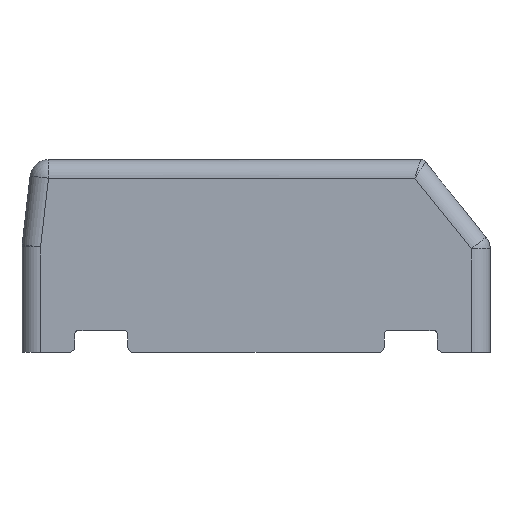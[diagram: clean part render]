
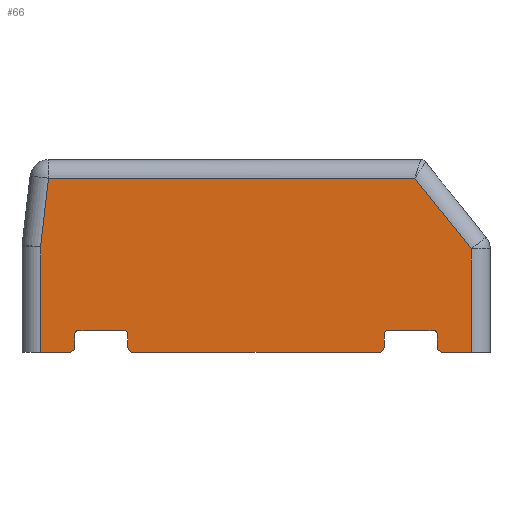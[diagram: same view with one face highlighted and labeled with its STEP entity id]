
A CAD part, front view. The second image highlights one B-rep face of the part: STEP entity #66.
In plain terms, the highlighted planar face has unit normal (0, -1, 0).
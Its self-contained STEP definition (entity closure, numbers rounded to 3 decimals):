
#66=ADVANCED_FACE('',(#1484),#1486,.T.);
#1484=FACE_BOUND('',#1485,.T.);
#1485=EDGE_LOOP('',(#10514,#10515,#10516,#10517,#10518,#10519,#10520,#10521,#10522,
#10523,#10524,#10525,#10526,#10527,#10528,#10529,#10530,#10531,#10532,#10533,#10534,
#10535));
#1486=PLANE('',#1487);
#1487=AXIS2_PLACEMENT_3D('',#1488,#1489,#1490);
#1488=CARTESIAN_POINT('',(0.,-30.3,0.));
#1489=DIRECTION('',(0.,-1.,0.));
#1490=DIRECTION('',(0.,0.,-1.));
#10514=ORIENTED_EDGE('',*,*,#20083,.T.);
#10515=ORIENTED_EDGE('',*,*,#20084,.T.);
#10516=ORIENTED_EDGE('',*,*,#20085,.T.);
#10517=ORIENTED_EDGE('',*,*,#20086,.T.);
#10518=ORIENTED_EDGE('',*,*,#20087,.T.);
#10519=ORIENTED_EDGE('',*,*,#20088,.T.);
#10520=ORIENTED_EDGE('',*,*,#20089,.F.);
#10521=ORIENTED_EDGE('',*,*,#20090,.T.);
#10522=ORIENTED_EDGE('',*,*,#20091,.T.);
#10523=ORIENTED_EDGE('',*,*,#20092,.T.);
#10524=ORIENTED_EDGE('',*,*,#20093,.T.);
#10525=ORIENTED_EDGE('',*,*,#20094,.T.);
#10526=ORIENTED_EDGE('',*,*,#20095,.F.);
#10527=ORIENTED_EDGE('',*,*,#20096,.T.);
#10528=ORIENTED_EDGE('',*,*,#20097,.F.);
#10529=ORIENTED_EDGE('',*,*,#20098,.T.);
#10530=ORIENTED_EDGE('',*,*,#20099,.T.);
#10531=ORIENTED_EDGE('',*,*,#20100,.T.);
#10532=ORIENTED_EDGE('',*,*,#20101,.T.);
#10533=ORIENTED_EDGE('',*,*,#20102,.T.);
#10534=ORIENTED_EDGE('',*,*,#20103,.F.);
#10535=ORIENTED_EDGE('',*,*,#19998,.T.);
#19998=EDGE_CURVE('',#23777,#23774,#23778,.T.);
#20083=EDGE_CURVE('',#23774,#23934,#23935,.T.);
#20084=EDGE_CURVE('',#23934,#23936,#23937,.T.);
#20085=EDGE_CURVE('',#23936,#23938,#23939,.T.);
#20086=EDGE_CURVE('',#23938,#23940,#23941,.T.);
#20087=EDGE_CURVE('',#23940,#23942,#23943,.T.);
#20088=EDGE_CURVE('',#23942,#23944,#23945,.T.);
#20089=EDGE_CURVE('',#23946,#23944,#23947,.F.);
#20090=EDGE_CURVE('',#23946,#23948,#23949,.F.);
#20091=EDGE_CURVE('',#23948,#23950,#23951,.F.);
#20092=EDGE_CURVE('',#23950,#23952,#23953,.F.);
#20093=EDGE_CURVE('',#23952,#23954,#23955,.F.);
#20094=EDGE_CURVE('',#23954,#23956,#23957,.F.);
#20095=EDGE_CURVE('',#23958,#23956,#23959,.F.);
#20096=EDGE_CURVE('',#23958,#23960,#23961,.T.);
#20097=EDGE_CURVE('',#23962,#23960,#23963,.F.);
#20098=EDGE_CURVE('',#23962,#23964,#23965,.F.);
#20099=EDGE_CURVE('',#23964,#23966,#23967,.F.);
#20100=EDGE_CURVE('',#23966,#23968,#23969,.F.);
#20101=EDGE_CURVE('',#23968,#23970,#23971,.F.);
#20102=EDGE_CURVE('',#23970,#23972,#23973,.F.);
#20103=EDGE_CURVE('',#23777,#23972,#23974,.F.);
#23774=VERTEX_POINT('',#30079);
#23777=VERTEX_POINT('',#30085);
#23778=LINE('',#30086,#30087);
#23934=VERTEX_POINT('',#30491);
#23935=LINE('',#30492,#30493);
#23936=VERTEX_POINT('',#30495);
#23937=LINE('',#30496,#30497);
#23938=VERTEX_POINT('',#30499);
#23939=LINE('',#30500,#30501);
#23940=VERTEX_POINT('',#30503);
#23941=LINE('',#30504,#30505);
#23942=VERTEX_POINT('',#30507);
#23943=LINE('',#30508,#30509);
#23944=VERTEX_POINT('',#30511);
#23945=LINE('',#30512,#30513);
#23946=VERTEX_POINT('',#30515);
#23947=CIRCLE('',#30516,1.);
#23948=VERTEX_POINT('',#30520);
#23949=LINE('',#30521,#30522);
#23950=VERTEX_POINT('',#30524);
#23951=CIRCLE('',#30525,0.5);
#23952=VERTEX_POINT('',#30529);
#23953=LINE('',#30530,#30531);
#23954=VERTEX_POINT('',#30533);
#23955=CIRCLE('',#30534,0.5);
#23956=VERTEX_POINT('',#30538);
#23957=LINE('',#30539,#30540);
#23958=VERTEX_POINT('',#30542);
#23959=CIRCLE('',#30543,1.);
#23960=VERTEX_POINT('',#30547);
#23961=LINE('',#30548,#30549);
#23962=VERTEX_POINT('',#30551);
#23963=CIRCLE('',#30552,1.);
#23964=VERTEX_POINT('',#30556);
#23965=LINE('',#30557,#30558);
#23966=VERTEX_POINT('',#30560);
#23967=CIRCLE('',#30561,0.5);
#23968=VERTEX_POINT('',#30565);
#23969=LINE('',#30566,#30567);
#23970=VERTEX_POINT('',#30569);
#23971=CIRCLE('',#30570,0.5);
#23972=VERTEX_POINT('',#30574);
#23973=LINE('',#30575,#30576);
#23974=CIRCLE('',#30578,1.);
#30079=CARTESIAN_POINT('',(36.956,-30.3,-42.));
#30085=CARTESIAN_POINT('',(32.42,-30.3,-42.));
#30086=CARTESIAN_POINT('',(32.42,-30.3,-42.));
#30087=VECTOR('',#30088,1.);
#30088=DIRECTION('',(1.,0.,0.));
#30491=CARTESIAN_POINT('',(36.956,-30.3,-25.292));
#30492=CARTESIAN_POINT('',(36.956,-30.3,-42.));
#30493=VECTOR('',#30494,1.);
#30494=DIRECTION('',(0.,0.,1.));
#30495=CARTESIAN_POINT('',(27.784,-30.3,-13.86));
#30496=CARTESIAN_POINT('',(36.956,-30.3,-25.292));
#30497=VECTOR('',#30498,1.);
#30498=DIRECTION('',(-0.626,0.,0.78));
#30499=CARTESIAN_POINT('',(-31.368,-30.3,-13.86));
#30500=CARTESIAN_POINT('',(27.784,-30.3,-13.86));
#30501=VECTOR('',#30502,1.);
#30502=DIRECTION('',(-1.,0.,0.));
#30503=CARTESIAN_POINT('',(-32.644,-30.3,-24.972));
#30504=CARTESIAN_POINT('',(-31.368,-30.3,-13.86));
#30505=VECTOR('',#30506,1.);
#30506=DIRECTION('',(-0.114,0.,-0.993));
#30507=CARTESIAN_POINT('',(-32.644,-30.3,-42.));
#30508=CARTESIAN_POINT('',(-32.644,-30.3,-24.972));
#30509=VECTOR('',#30510,1.);
#30510=DIRECTION('',(0.,0.,-1.));
#30511=CARTESIAN_POINT('',(-28.107,-30.3,-42.));
#30512=CARTESIAN_POINT('',(-32.644,-30.3,-42.));
#30513=VECTOR('',#30514,1.);
#30514=DIRECTION('',(1.,0.,0.));
#30515=CARTESIAN_POINT('',(-27.107,-30.3,-41.));
#30516=AXIS2_PLACEMENT_3D('',#30517,#30518,#30519);
#30517=CARTESIAN_POINT('',(-28.107,-30.3,-41.));
#30518=DIRECTION('',(0.,-1.,0.));
#30519=DIRECTION('',(0.,0.,-1.));
#30520=CARTESIAN_POINT('',(-27.107,-30.3,-39.));
#30521=CARTESIAN_POINT('',(-27.107,-30.3,-39.));
#30522=VECTOR('',#30523,1.);
#30523=DIRECTION('',(0.,0.,-1.));
#30524=CARTESIAN_POINT('',(-26.607,-30.3,-38.5));
#30525=AXIS2_PLACEMENT_3D('',#30526,#30527,#30528);
#30526=CARTESIAN_POINT('',(-26.607,-30.3,-39.));
#30527=DIRECTION('',(0.,-1.,0.));
#30528=DIRECTION('',(0.,0.,1.));
#30529=CARTESIAN_POINT('',(-19.08,-30.3,-38.5));
#30530=CARTESIAN_POINT('',(-19.08,-30.3,-38.5));
#30531=VECTOR('',#30532,1.);
#30532=DIRECTION('',(-1.,0.,0.));
#30533=CARTESIAN_POINT('',(-18.58,-30.3,-39.));
#30534=AXIS2_PLACEMENT_3D('',#30535,#30536,#30537);
#30535=CARTESIAN_POINT('',(-19.08,-30.3,-39.));
#30536=DIRECTION('',(0.,-1.,0.));
#30537=DIRECTION('',(1.,0.,0.));
#30538=CARTESIAN_POINT('',(-18.58,-30.3,-41.));
#30539=CARTESIAN_POINT('',(-18.58,-30.3,-41.));
#30540=VECTOR('',#30541,1.);
#30541=DIRECTION('',(0.,0.,1.));
#30542=CARTESIAN_POINT('',(-17.58,-30.3,-42.));
#30543=AXIS2_PLACEMENT_3D('',#30544,#30545,#30546);
#30544=CARTESIAN_POINT('',(-17.58,-30.3,-41.));
#30545=DIRECTION('',(0.,-1.,0.));
#30546=DIRECTION('',(-1.,0.,0.));
#30547=CARTESIAN_POINT('',(21.893,-30.3,-42.));
#30548=CARTESIAN_POINT('',(-17.58,-30.3,-42.));
#30549=VECTOR('',#30550,1.);
#30550=DIRECTION('',(1.,0.,0.));
#30551=CARTESIAN_POINT('',(22.893,-30.3,-41.));
#30552=AXIS2_PLACEMENT_3D('',#30553,#30554,#30555);
#30553=CARTESIAN_POINT('',(21.893,-30.3,-41.));
#30554=DIRECTION('',(0.,-1.,0.));
#30555=DIRECTION('',(0.,0.,-1.));
#30556=CARTESIAN_POINT('',(22.893,-30.3,-39.));
#30557=CARTESIAN_POINT('',(22.893,-30.3,-39.));
#30558=VECTOR('',#30559,1.);
#30559=DIRECTION('',(0.,0.,-1.));
#30560=CARTESIAN_POINT('',(23.393,-30.3,-38.5));
#30561=AXIS2_PLACEMENT_3D('',#30562,#30563,#30564);
#30562=CARTESIAN_POINT('',(23.393,-30.3,-39.));
#30563=DIRECTION('',(0.,-1.,0.));
#30564=DIRECTION('',(0.,0.,1.));
#30565=CARTESIAN_POINT('',(30.92,-30.3,-38.5));
#30566=CARTESIAN_POINT('',(30.92,-30.3,-38.5));
#30567=VECTOR('',#30568,1.);
#30568=DIRECTION('',(-1.,0.,0.));
#30569=CARTESIAN_POINT('',(31.42,-30.3,-39.));
#30570=AXIS2_PLACEMENT_3D('',#30571,#30572,#30573);
#30571=CARTESIAN_POINT('',(30.92,-30.3,-39.));
#30572=DIRECTION('',(0.,-1.,0.));
#30573=DIRECTION('',(1.,0.,0.));
#30574=CARTESIAN_POINT('',(31.42,-30.3,-41.));
#30575=CARTESIAN_POINT('',(31.42,-30.3,-41.));
#30576=VECTOR('',#30577,1.);
#30577=DIRECTION('',(0.,0.,1.));
#30578=AXIS2_PLACEMENT_3D('',#30579,#30580,#30581);
#30579=CARTESIAN_POINT('',(32.42,-30.3,-41.));
#30580=DIRECTION('',(0.,-1.,0.));
#30581=DIRECTION('',(-1.,0.,0.));
